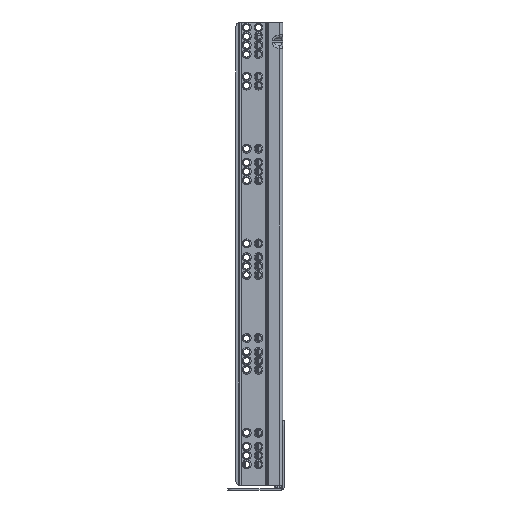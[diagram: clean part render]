
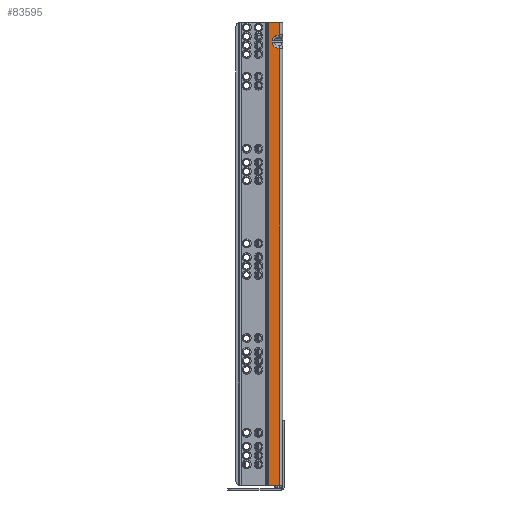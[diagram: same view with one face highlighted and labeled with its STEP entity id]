
A CAD part, left-side view. The second image highlights one B-rep face of the part: STEP entity #83595.
In plain terms, the highlighted planar face has unit normal (-1, 0, 0).
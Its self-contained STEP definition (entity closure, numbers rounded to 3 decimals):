
#1010 = ORIENTED_EDGE ( 'NONE', *, *, #98368, .F. ) ;
#1196 = CARTESIAN_POINT ( 'NONE',  ( 0., -12.443, 0. ) ) ;
#4970 = LINE ( 'NONE', #14557, #50391 ) ;
#5452 = VERTEX_POINT ( 'NONE', #1196 ) ;
#11362 = VERTEX_POINT ( 'NONE', #13025 ) ;
#11828 = CARTESIAN_POINT ( 'NONE',  ( 0., -24.2, -13.012 ) ) ;
#12810 = LINE ( 'NONE', #123809, #135070 ) ;
#12914 = CARTESIAN_POINT ( 'NONE',  ( 0., -24.2, -470. ) ) ;
#13025 = CARTESIAN_POINT ( 'NONE',  ( 0., -12.443, -470. ) ) ;
#14557 = CARTESIAN_POINT ( 'NONE',  ( 0., -12.443, -470. ) ) ;
#15623 = ORIENTED_EDGE ( 'NONE', *, *, #72407, .T. ) ;
#16185 = FACE_OUTER_BOUND ( 'NONE', #61233, .T. ) ;
#16897 = PLANE ( 'NONE',  #23843 ) ;
#17150 = DIRECTION ( 'NONE',  ( 0., 0., 1. ) ) ;
#21577 = VECTOR ( 'NONE', #22790, 1000. ) ;
#22790 = DIRECTION ( 'NONE',  ( 0., 0., 1. ) ) ;
#23843 = AXIS2_PLACEMENT_3D ( 'NONE', #127937, #72725, #27239 ) ;
#27239 = DIRECTION ( 'NONE',  ( 0., 0., 1. ) ) ;
#32026 = CARTESIAN_POINT ( 'NONE',  ( 0., -16.257, -21. ) ) ;
#34870 = CARTESIAN_POINT ( 'NONE',  ( 0., -24.2, -26.988 ) ) ;
#35745 = ORIENTED_EDGE ( 'NONE', *, *, #99296, .F. ) ;
#38669 = EDGE_CURVE ( 'NONE', #121463, #62909, #12810, .T. ) ;
#44408 = CARTESIAN_POINT ( 'NONE',  ( 0., -16.257, -24.339 ) ) ;
#45892 = VERTEX_POINT ( 'NONE', #12914 ) ;
#50391 = VECTOR ( 'NONE', #81438, 1000. ) ;
#54057 = VERTEX_POINT ( 'NONE', #78441 ) ;
#54330 = LINE ( 'NONE', #143297, #21577 ) ;
#58306 = DIRECTION ( 'NONE',  ( 0., 0., 1. ) ) ;
#58368 = DIRECTION ( 'NONE',  ( 0., -1., 0. ) ) ;
#61233 = EDGE_LOOP ( 'NONE', ( #74539, #89276, #132828, #61333, #89602, #1010, #35745, #15623 ) ) ;
#61333 = ORIENTED_EDGE ( 'NONE', *, *, #116344, .T. ) ;
#62909 = VERTEX_POINT ( 'NONE', #92298 ) ;
#69579 = VECTOR ( 'NONE', #17150, 1000. ) ;
#69899 = EDGE_CURVE ( 'NONE', #45892, #79341, #54330, .T. ) ;
#72407 = EDGE_CURVE ( 'NONE', #11362, #45892, #4970, .T. ) ;
#72725 = DIRECTION ( 'NONE',  ( -1., 0., 0. ) ) ;
#72961 = CARTESIAN_POINT ( 'NONE',  ( 0., -24.2, -470. ) ) ;
#72988 = LINE ( 'NONE', #103245, #127108 ) ;
#74539 = ORIENTED_EDGE ( 'NONE', *, *, #69899, .T. ) ;
#75675 = VECTOR ( 'NONE', #88697, 1000. ) ;
#78441 = CARTESIAN_POINT ( 'NONE',  ( 0., -24.2, 0. ) ) ;
#79341 = VERTEX_POINT ( 'NONE', #81293 ) ;
#81293 = CARTESIAN_POINT ( 'NONE',  ( 0., -24.2, -26.988 ) ) ;
#81438 = DIRECTION ( 'NONE',  ( 0., -1., 0. ) ) ;
#83595 = ADVANCED_FACE ( 'NONE', ( #16185 ), #16897, .T. ) ;
#87232 = CARTESIAN_POINT ( 'NONE',  ( 0., -12.443, -470. ) ) ;
#88697 = DIRECTION ( 'NONE',  ( 0., 0., 1. ) ) ;
#89264 = CARTESIAN_POINT ( 'NONE',  ( 0., -16.257, -21. ) ) ;
#89276 = ORIENTED_EDGE ( 'NONE', *, *, #144790, .T. ) ;
#89602 = ORIENTED_EDGE ( 'NONE', *, *, #104621, .T. ) ;
#90018 = VERTEX_POINT ( 'NONE', #93052 ) ;
#92298 = CARTESIAN_POINT ( 'NONE',  ( 0., -16.257, -19. ) ) ;
#93052 = CARTESIAN_POINT ( 'NONE',  ( 0., -24.2, -13.012 ) ) ;
#96362 =( BOUNDED_CURVE ( )  B_SPLINE_CURVE ( 3, ( #34870, #145128, #44408, #89264 ),
 .UNSPECIFIED., .F., .T. ) 
 B_SPLINE_CURVE_WITH_KNOTS ( ( 4, 4 ),
 ( 4.776, 6.283 ),
 .UNSPECIFIED. ) 
 CURVE ( )  GEOMETRIC_REPRESENTATION_ITEM ( )  RATIONAL_B_SPLINE_CURVE ( ( 1., 0.82, 0.82, 1. ) ) 
 REPRESENTATION_ITEM ( '' )  );
#96805 = LINE ( 'NONE', #87232, #75675 ) ;
#98368 = EDGE_CURVE ( 'NONE', #5452, #54057, #72988, .T. ) ;
#99296 = EDGE_CURVE ( 'NONE', #11362, #5452, #96805, .T. ) ;
#103245 = CARTESIAN_POINT ( 'NONE',  ( 0., -12.443, 0. ) ) ;
#103661 = CARTESIAN_POINT ( 'NONE',  ( 0., -19.488, -13.226 ) ) ;
#104621 = EDGE_CURVE ( 'NONE', #90018, #54057, #129602, .T. ) ;
#114039 =( BOUNDED_CURVE ( )  B_SPLINE_CURVE ( 3, ( #125008, #123589, #103661, #11828 ),
 .UNSPECIFIED., .F., .F. ) 
 B_SPLINE_CURVE_WITH_KNOTS ( ( 4, 4 ),
 ( 3.142, 4.648 ),
 .UNSPECIFIED. ) 
 CURVE ( )  GEOMETRIC_REPRESENTATION_ITEM ( )  RATIONAL_B_SPLINE_CURVE ( ( 1., 0.82, 0.82, 1. ) ) 
 REPRESENTATION_ITEM ( '' )  );
#116344 = EDGE_CURVE ( 'NONE', #62909, #90018, #114039, .T. ) ;
#121463 = VERTEX_POINT ( 'NONE', #32026 ) ;
#123589 = CARTESIAN_POINT ( 'NONE',  ( 0., -16.257, -15.661 ) ) ;
#123809 = CARTESIAN_POINT ( 'NONE',  ( 0., -16.257, -19. ) ) ;
#125008 = CARTESIAN_POINT ( 'NONE',  ( 0., -16.257, -19. ) ) ;
#127108 = VECTOR ( 'NONE', #58368, 1000. ) ;
#127937 = CARTESIAN_POINT ( 'NONE',  ( 0., -12.443, -470. ) ) ;
#129602 = LINE ( 'NONE', #72961, #69579 ) ;
#132828 = ORIENTED_EDGE ( 'NONE', *, *, #38669, .T. ) ;
#135070 = VECTOR ( 'NONE', #58306, 1000. ) ;
#143297 = CARTESIAN_POINT ( 'NONE',  ( 0., -24.2, -470. ) ) ;
#144790 = EDGE_CURVE ( 'NONE', #79341, #121463, #96362, .T. ) ;
#145128 = CARTESIAN_POINT ( 'NONE',  ( 0., -19.488, -26.774 ) ) ;
